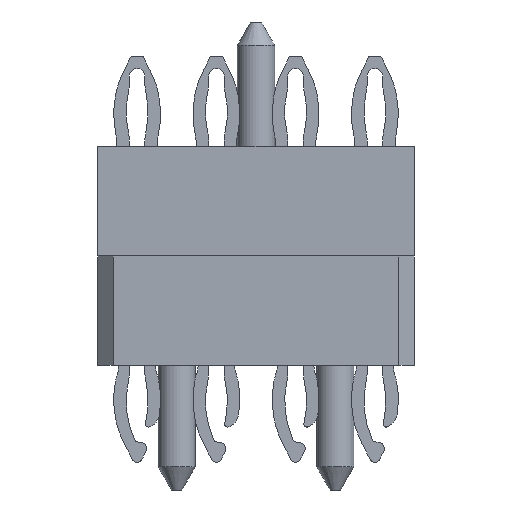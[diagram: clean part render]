
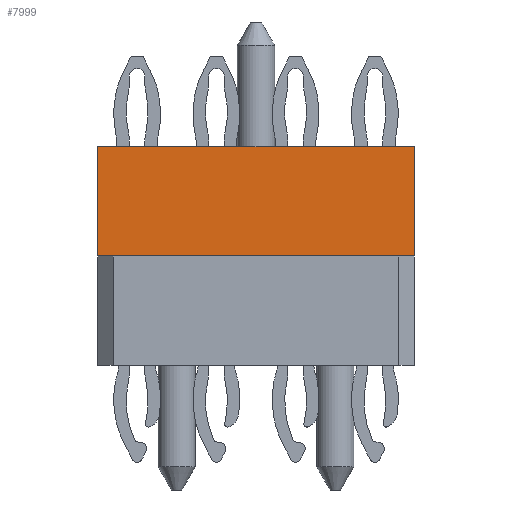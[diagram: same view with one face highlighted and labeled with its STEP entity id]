
A CAD part, front view. The second image highlights one B-rep face of the part: STEP entity #7999.
In plain terms, the highlighted planar face has unit normal (0, -1, 0).
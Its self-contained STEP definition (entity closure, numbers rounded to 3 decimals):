
#1190=FACE_OUTER_BOUND('',#1611,.T.);
#1611=EDGE_LOOP('',(#7248,#7249,#7250,#7251));
#2327=LINE('',#13750,#3032);
#2354=LINE('',#13809,#3059);
#2356=LINE('',#13812,#3061);
#2357=LINE('',#13813,#3062);
#3032=VECTOR('',#11355,1000.);
#3059=VECTOR('',#11412,1000.);
#3061=VECTOR('',#11416,1000.);
#3062=VECTOR('',#11417,1000.);
#3831=VERTEX_POINT('',#13747);
#3832=VERTEX_POINT('',#13749);
#3846=VERTEX_POINT('',#13795);
#3849=VERTEX_POINT('',#13808);
#5000=EDGE_CURVE('',#3831,#3832,#2327,.T.);
#5030=EDGE_CURVE('',#3849,#3846,#2354,.F.);
#5032=EDGE_CURVE('',#3831,#3849,#2356,.T.);
#5033=EDGE_CURVE('',#3832,#3846,#2357,.T.);
#7248=ORIENTED_EDGE('',*,*,#5032,.T.);
#7249=ORIENTED_EDGE('',*,*,#5030,.T.);
#7250=ORIENTED_EDGE('',*,*,#5033,.F.);
#7251=ORIENTED_EDGE('',*,*,#5000,.F.);
#7578=PLANE('',#8913);
#7999=ADVANCED_FACE('',(#1190),#7578,.F.);
#8913=AXIS2_PLACEMENT_3D('',#13811,#11414,#11415);
#11355=DIRECTION('',(0.,0.,-1.));
#11412=DIRECTION('',(0.,0.,1.));
#11414=DIRECTION('center_axis',(0.,1.,0.));
#11415=DIRECTION('ref_axis',(1.,0.,0.));
#11416=DIRECTION('',(-1.,0.,0.));
#11417=DIRECTION('',(-1.,0.,0.));
#13747=CARTESIAN_POINT('',(2.54,-2.,7.));
#13749=CARTESIAN_POINT('',(2.54,-2.,3.5));
#13750=CARTESIAN_POINT('',(2.54,-2.,5.5));
#13795=CARTESIAN_POINT('',(-7.62,-2.,3.5));
#13808=CARTESIAN_POINT('',(-7.62,-2.,7.));
#13809=CARTESIAN_POINT('',(-7.62,-2.,7.));
#13811=CARTESIAN_POINT('Origin',(-7.62,-2.,5.5));
#13812=CARTESIAN_POINT('',(-7.62,-2.,7.));
#13813=CARTESIAN_POINT('',(-7.62,-2.,3.5));
